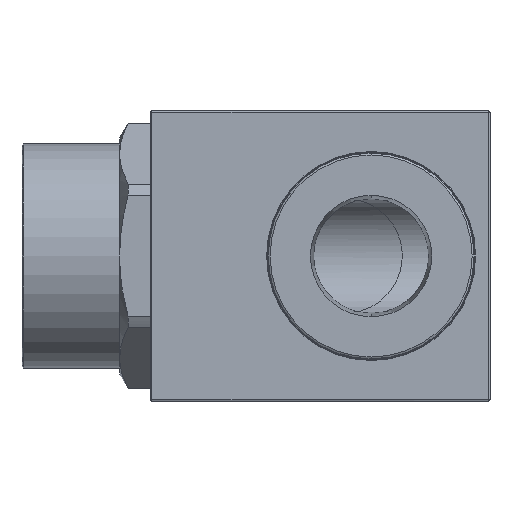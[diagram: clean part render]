
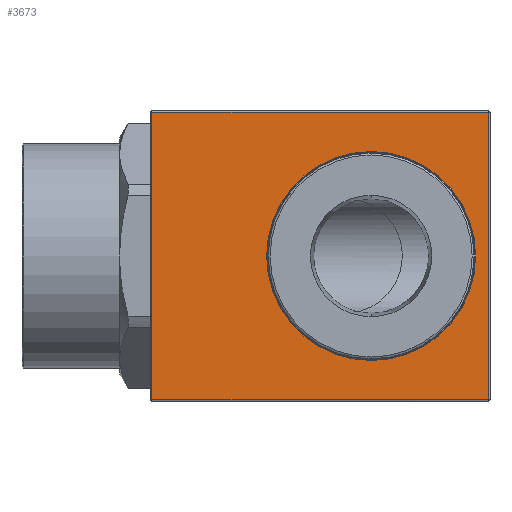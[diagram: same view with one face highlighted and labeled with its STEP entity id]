
A CAD part, front view. The second image highlights one B-rep face of the part: STEP entity #3673.
In plain terms, the highlighted planar face has unit normal (0, -1, 0).
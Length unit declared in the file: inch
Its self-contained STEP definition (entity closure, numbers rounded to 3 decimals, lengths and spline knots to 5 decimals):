
#188 = CARTESIAN_POINT ( 'NONE',  ( 1.11245, -1.015, 0.73 ) ) ;
#205 = DIRECTION ( 'NONE',  ( 0., 0., -1. ) ) ;
#206 = DIRECTION ( 'NONE',  ( 0., -1., 0. ) ) ;
#207 = CARTESIAN_POINT ( 'NONE',  ( 1.11245, -1.015, 0. ) ) ;
#208 = AXIS2_PLACEMENT_3D ( 'NONE', #207, #206, #205 ) ;
#209 = CIRCLE ( 'NONE', #208, 0.73 ) ;
#245 = CARTESIAN_POINT ( 'NONE',  ( 1.11245, -1.015, -0.73 ) ) ;
#539 = LINE ( 'NONE', #3440, #3439 ) ;
#706 = FACE_OUTER_BOUND ( 'NONE', #1360, .T. ) ;
#715 = PLANE ( 'NONE',  #771 ) ;
#718 = FACE_BOUND ( 'NONE', #3663, .T. ) ;
#719 = DIRECTION ( 'NONE',  ( 0., 0., -1. ) ) ;
#720 = DIRECTION ( 'NONE',  ( 0., -1., 0. ) ) ;
#721 = CARTESIAN_POINT ( 'NONE',  ( 1.11245, -1.015, 0. ) ) ;
#722 = AXIS2_PLACEMENT_3D ( 'NONE', #721, #720, #719 ) ;
#723 = CIRCLE ( 'NONE', #722, 0.73 ) ;
#738 = CARTESIAN_POINT ( 'NONE',  ( 1.933, -1.015, 1.005 ) ) ;
#746 = CARTESIAN_POINT ( 'NONE',  ( -0.4199, -1.015, 1.005 ) ) ;
#747 = DIRECTION ( 'NONE',  ( 0., 0., -1. ) ) ;
#748 = VECTOR ( 'NONE', #747, 39.37008 ) ;
#749 = CARTESIAN_POINT ( 'NONE',  ( -0.4199, -1.015, -1.015 ) ) ;
#750 = LINE ( 'NONE', #749, #748 ) ;
#768 = DIRECTION ( 'NONE',  ( 1., 0., 0. ) ) ;
#769 = DIRECTION ( 'NONE',  ( 0., -1., 0. ) ) ;
#770 = CARTESIAN_POINT ( 'NONE',  ( 1.943, -1.015, -4.13775 ) ) ;
#771 = AXIS2_PLACEMENT_3D ( 'NONE', #770, #769, #768 ) ;
#807 = DIRECTION ( 'NONE',  ( 1., 0., 0. ) ) ;
#808 = VECTOR ( 'NONE', #807, 39.37008 ) ;
#809 = CARTESIAN_POINT ( 'NONE',  ( 1.943, -1.015, -1.005 ) ) ;
#810 = LINE ( 'NONE', #809, #808 ) ;
#817 = CARTESIAN_POINT ( 'NONE',  ( -0.4199, -1.015, -1.005 ) ) ;
#818 = CARTESIAN_POINT ( 'NONE',  ( 1.933, -1.015, -1.005 ) ) ;
#819 = DIRECTION ( 'NONE',  ( 0., 0., 1. ) ) ;
#820 = VECTOR ( 'NONE', #819, 39.37008 ) ;
#821 = CARTESIAN_POINT ( 'NONE',  ( 1.933, -1.015, -4.13775 ) ) ;
#822 = LINE ( 'NONE', #821, #820 ) ;
#1360 = EDGE_LOOP ( 'NONE', ( #3681, #3690, #3704, #3723 ) ) ;
#1406 = ORIENTED_EDGE ( 'NONE', *, *, #1935, .F. ) ;
#1935 = EDGE_CURVE ( 'NONE', #1948, #1945, #209, .T. ) ;
#1945 = VERTEX_POINT ( 'NONE', #188 ) ;
#1948 = VERTEX_POINT ( 'NONE', #245 ) ;
#3438 = DIRECTION ( 'NONE',  ( -1., 0., 0. ) ) ;
#3439 = VECTOR ( 'NONE', #3438, 39.37008 ) ;
#3440 = CARTESIAN_POINT ( 'NONE',  ( -0.4299, -1.015, 1.005 ) ) ;
#3663 = EDGE_LOOP ( 'NONE', ( #3675, #1406 ) ) ;
#3670 = EDGE_CURVE ( 'NONE', #1945, #1948, #723, .T. ) ;
#3673 = ADVANCED_FACE ( 'NONE', ( #718, #706 ), #715, .T. ) ;
#3675 = ORIENTED_EDGE ( 'NONE', *, *, #3670, .F. ) ;
#3681 = ORIENTED_EDGE ( 'NONE', *, *, #3696, .T. ) ;
#3686 = EDGE_CURVE ( 'NONE', #3689, #3720, #750, .T. ) ;
#3689 = VERTEX_POINT ( 'NONE', #746 ) ;
#3690 = ORIENTED_EDGE ( 'NONE', *, *, #3686, .T. ) ;
#3694 = VERTEX_POINT ( 'NONE', #738 ) ;
#3696 = EDGE_CURVE ( 'NONE', #3694, #3689, #539, .T. ) ;
#3704 = ORIENTED_EDGE ( 'NONE', *, *, #3722, .T. ) ;
#3717 = EDGE_CURVE ( 'NONE', #3719, #3694, #822, .T. ) ;
#3719 = VERTEX_POINT ( 'NONE', #818 ) ;
#3720 = VERTEX_POINT ( 'NONE', #817 ) ;
#3722 = EDGE_CURVE ( 'NONE', #3720, #3719, #810, .T. ) ;
#3723 = ORIENTED_EDGE ( 'NONE', *, *, #3717, .T. ) ;
